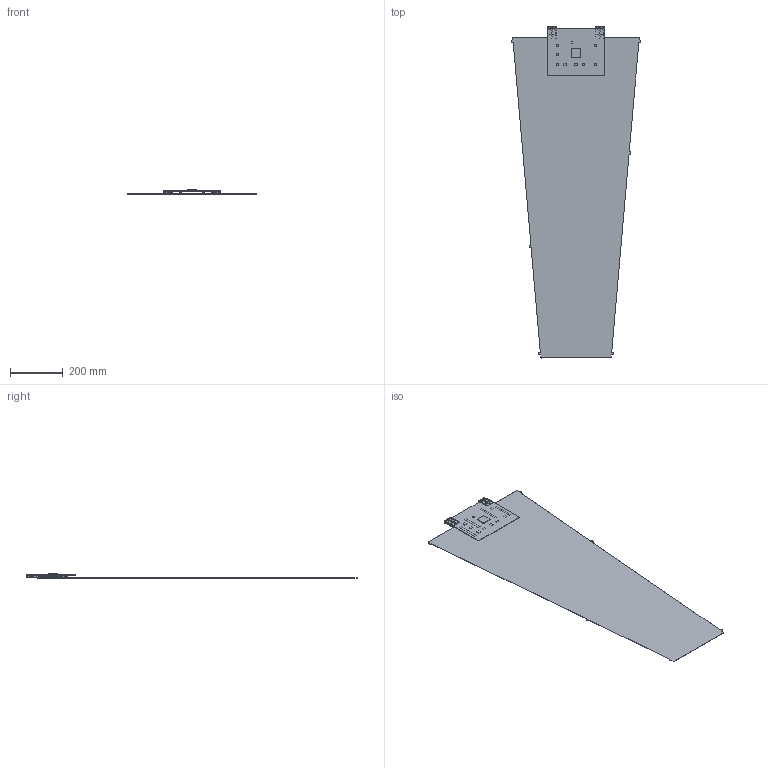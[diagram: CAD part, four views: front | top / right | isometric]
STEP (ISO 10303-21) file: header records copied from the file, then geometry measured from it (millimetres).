
FILE_DESCRIPTION(('CATIA V5-6R2013 STEP'),'2;1');
FILE_NAME('A-LG GEM.stp','2014-09-25T07:06:41+00:00',('none'),('CERN'),'Version 5-6 Release 2013','CATIA V5 STEP AP203','none');
FILE_SCHEMA(('CONFIG_CONTROL_DESIGN'));
Products named in the file (2): LG GEM; OPTOHYBRID ASSEMBLY
Assembly tree (5 placements, depth 3):
  LG GEM
    #57
    OPTOHYBRID ASSEMBLY
      #2439  x2
      #56487
Bounding box: 490.96 x 1263.5 x 16.55 mm (x, y, z)
Volume: 555569.5 mm3; surface area: 1025269.2 mm2
Topology: 8 solids, 8 shells, 3234 faces, 10084 edges, 6672 vertices
Faces by surface type: plane 1914, cylinder 1320
Entity records: 58522 total; most frequent: CARTESIAN_POINT 15001, ORIENTED_EDGE 10480, DIRECTION 6888, EDGE_CURVE 5240, VECTOR 3656, LINE 3656, VERTEX_POINT 3468, AXIS2_PLACEMENT_3D 2051
